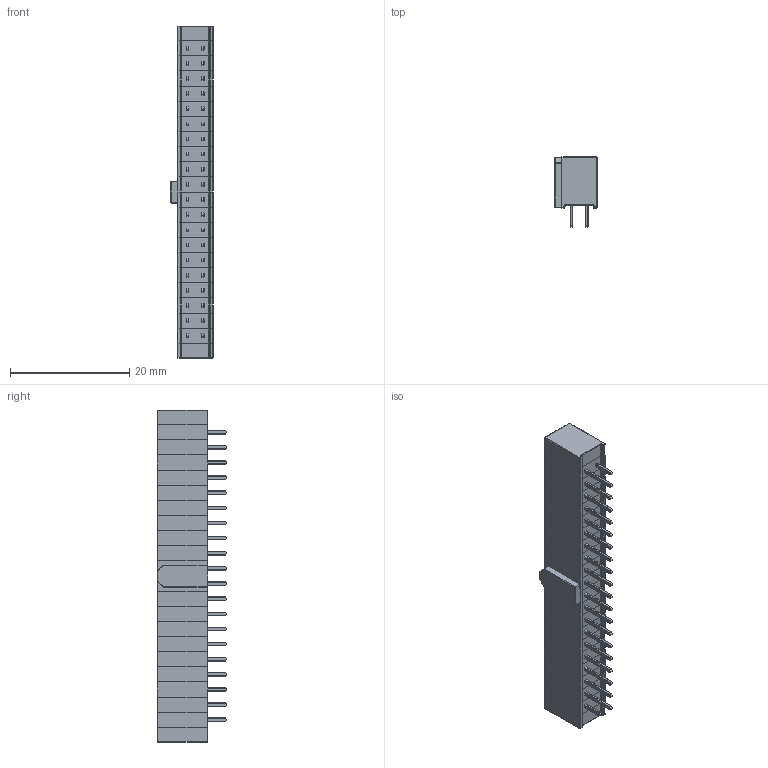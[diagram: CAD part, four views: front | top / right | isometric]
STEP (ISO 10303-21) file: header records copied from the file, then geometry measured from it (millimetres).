
FILE_DESCRIPTION (( 'STEP AP214' ), '1' );
FILE_NAME ('SFH11-xxPC-D20-ST-BK.STEP', '2018-08-02T18:35:07', ( '' ), ( '' ), 'SwSTEP 2.0', 'SolidWorks 2014', '' );
FILE_SCHEMA (( 'AUTOMOTIVE_DESIGN' ));
Length unit declared in the file: millimetre
Products named in the file (4): Polarizing Key; end; body section with ST gold pins; SFH11-xxPC-D20-ST-BK
Assembly tree (113 placements, depth 2):
  SFH11-xxPC-D20-ST-BK
    body section with ST gold pins  x110
    end  x2
    Polarizing Key
Bounding box: 7.1 x 11.7 x 55.72 mm (x, y, z)
Surface area: 25255.9 mm2
Topology: 333 solids, 333 shells, 18134 faces, 40258 edges, 21234 vertices
Faces by surface type: cylinder 8404, plane 4868, sphere 2658, bspline 2200, torus 4
Entity records: 7062 total; most frequent: CARTESIAN_POINT 1420, DIRECTION 1266, ORIENTED_EDGE 952, AXIS2_PLACEMENT_3D 510, EDGE_CURVE 476, VERTEX_POINT 264, LINE 246, VECTOR 246
